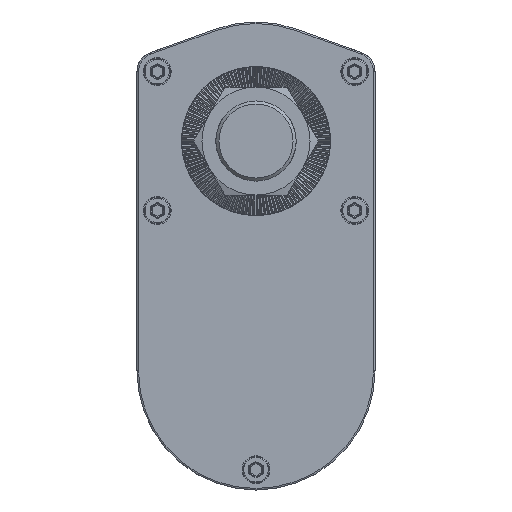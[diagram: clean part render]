
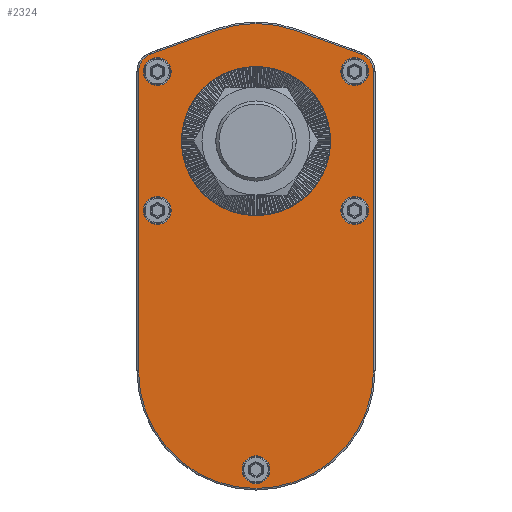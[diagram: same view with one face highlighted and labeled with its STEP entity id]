
A CAD part, front view. The second image highlights one B-rep face of the part: STEP entity #2324.
In plain terms, the highlighted planar face has unit normal (0, -1, 0).
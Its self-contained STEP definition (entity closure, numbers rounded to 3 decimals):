
#2324 = ADVANCED_FACE( '', ( #4865, #4866, #4867, #4868, #4869, #4870, #4871 ), #4872, .T. );
#4865 = FACE_BOUND( '', #12907, .T. );
#4866 = FACE_BOUND( '', #12908, .T. );
#4867 = FACE_BOUND( '', #12909, .T. );
#4868 = FACE_BOUND( '', #12910, .T. );
#4869 = FACE_BOUND( '', #12911, .T. );
#4870 = FACE_OUTER_BOUND( '', #12912, .T. );
#4871 = FACE_BOUND( '', #12913, .T. );
#4872 = PLANE( '', #12914 );
#12907 = EDGE_LOOP( '', ( #20082 ) );
#12908 = EDGE_LOOP( '', ( #20083 ) );
#12909 = EDGE_LOOP( '', ( #20084 ) );
#12910 = EDGE_LOOP( '', ( #20085 ) );
#12911 = EDGE_LOOP( '', ( #20086 ) );
#12912 = EDGE_LOOP( '', ( #20087, #20088, #20089, #20090, #20091, #20092, #20093, #20094 ) );
#12913 = EDGE_LOOP( '', ( #20095 ) );
#12914 = AXIS2_PLACEMENT_3D( '', #20096, #20097, #20098 );
#20082 = ORIENTED_EDGE( '', *, *, #21875, .T. );
#20083 = ORIENTED_EDGE( '', *, *, #24460, .T. );
#20084 = ORIENTED_EDGE( '', *, *, #24461, .T. );
#20085 = ORIENTED_EDGE( '', *, *, #24462, .T. );
#20086 = ORIENTED_EDGE( '', *, *, #23995, .T. );
#20087 = ORIENTED_EDGE( '', *, *, #24463, .T. );
#20088 = ORIENTED_EDGE( '', *, *, #24464, .T. );
#20089 = ORIENTED_EDGE( '', *, *, #21922, .T. );
#20090 = ORIENTED_EDGE( '', *, *, #23114, .T. );
#20091 = ORIENTED_EDGE( '', *, *, #23470, .T. );
#20092 = ORIENTED_EDGE( '', *, *, #21771, .T. );
#20093 = ORIENTED_EDGE( '', *, *, #23410, .T. );
#20094 = ORIENTED_EDGE( '', *, *, #24424, .T. );
#20095 = ORIENTED_EDGE( '', *, *, #22564, .F. );
#20096 = CARTESIAN_POINT( '', ( 0., 24.5, -74.5 ) );
#20097 = DIRECTION( '', ( 0., -1., 0. ) );
#20098 = DIRECTION( '', ( 0., 0., -1. ) );
#21771 = EDGE_CURVE( '', #24882, #24886, #24888, .T. );
#21875 = EDGE_CURVE( '', #25068, #25068, #25069, .T. );
#21922 = EDGE_CURVE( '', #25153, #25151, #25154, .T. );
#22564 = EDGE_CURVE( '', #26233, #26233, #26234, .T. );
#23114 = EDGE_CURVE( '', #25151, #27138, #27140, .T. );
#23410 = EDGE_CURVE( '', #24886, #27558, #27560, .T. );
#23470 = EDGE_CURVE( '', #27138, #24882, #27639, .T. );
#23995 = EDGE_CURVE( '', #28318, #28318, #28319, .T. );
#24424 = EDGE_CURVE( '', #27558, #28820, #28822, .T. );
#24460 = EDGE_CURVE( '', #28859, #28859, #28860, .T. );
#24461 = EDGE_CURVE( '', #28861, #28861, #28862, .T. );
#24462 = EDGE_CURVE( '', #28863, #28863, #28864, .T. );
#24463 = EDGE_CURVE( '', #28820, #28865, #28866, .T. );
#24464 = EDGE_CURVE( '', #28865, #25153, #28867, .T. );
#24882 = VERTEX_POINT( '', #29558 );
#24886 = VERTEX_POINT( '', #29563 );
#24888 = LINE( '', #29565, #29566 );
#25068 = VERTEX_POINT( '', #29820 );
#25069 = CIRCLE( '', #29821, 4.5 );
#25151 = VERTEX_POINT( '', #29939 );
#25153 = VERTEX_POINT( '', #29941 );
#25154 = CIRCLE( '', #29942, 38.08 );
#26233 = VERTEX_POINT( '', #32132 );
#26234 = CIRCLE( '', #32133, 24.1 );
#27138 = VERTEX_POINT( '', #33960 );
#27140 = LINE( '', #33962, #33963 );
#27558 = VERTEX_POINT( '', #35054 );
#27560 = CIRCLE( '', #35056, 38.08 );
#27639 = CIRCLE( '', #35354, 6.08 );
#28318 = VERTEX_POINT( '', #36781 );
#28319 = CIRCLE( '', #36782, 4.5 );
#28820 = VERTEX_POINT( '', #37865 );
#28822 = LINE( '', #37867, #37868 );
#28859 = VERTEX_POINT( '', #37916 );
#28860 = CIRCLE( '', #37917, 4.5 );
#28861 = VERTEX_POINT( '', #37918 );
#28862 = CIRCLE( '', #37919, 4.5 );
#28863 = VERTEX_POINT( '', #37920 );
#28864 = CIRCLE( '', #37921, 4.5 );
#28865 = VERTEX_POINT( '', #37922 );
#28866 = CIRCLE( '', #37923, 6.08 );
#28867 = LINE( '', #37924, #37925 );
#29558 = CARTESIAN_POINT( '', ( -38.08, 24.5, 22.46 ) );
#29563 = CARTESIAN_POINT( '', ( -38.08, 24.5, -74.5 ) );
#29565 = CARTESIAN_POINT( '', ( -38.08, 24.5, -74.5 ) );
#29566 = VECTOR( '', #38573, 1000. );
#29820 = CARTESIAN_POINT( '', ( 32., 24.5, 18. ) );
#29821 = AXIS2_PLACEMENT_3D( '', #38701, #38702, #38703 );
#29939 = CARTESIAN_POINT( '', ( -12.944, 24.5, 35.813 ) );
#29941 = CARTESIAN_POINT( '', ( 12.944, 24.5, 35.813 ) );
#29942 = AXIS2_PLACEMENT_3D( '', #38757, #38758, #38759 );
#32132 = CARTESIAN_POINT( '', ( 0., 24.5, -24.1 ) );
#32133 = AXIS2_PLACEMENT_3D( '', #39476, #39477, #39478 );
#33960 = CARTESIAN_POINT( '', ( -34.067, 24.5, 28.178 ) );
#33962 = CARTESIAN_POINT( '', ( -36.76, 24.5, 27.204 ) );
#33963 = VECTOR( '', #40617, 1000. );
#35054 = CARTESIAN_POINT( '', ( 38.08, 24.5, -74.5 ) );
#35056 = AXIS2_PLACEMENT_3D( '', #40884, #40885, #40886 );
#35354 = AXIS2_PLACEMENT_3D( '', #40938, #40939, #40940 );
#36781 = CARTESIAN_POINT( '', ( -32., 24.5, 18. ) );
#36782 = AXIS2_PLACEMENT_3D( '', #41358, #41359, #41360 );
#37865 = CARTESIAN_POINT( '', ( 38.08, 24.5, 22.46 ) );
#37867 = CARTESIAN_POINT( '', ( 38.08, 24.5, -74.5 ) );
#37868 = VECTOR( '', #41672, 1000. );
#37916 = CARTESIAN_POINT( '', ( 32., 24.5, -27. ) );
#37917 = AXIS2_PLACEMENT_3D( '', #41702, #41703, #41704 );
#37918 = CARTESIAN_POINT( '', ( -32., 24.5, -27. ) );
#37919 = AXIS2_PLACEMENT_3D( '', #41705, #41706, #41707 );
#37920 = CARTESIAN_POINT( '', ( 0., 24.5, -111. ) );
#37921 = AXIS2_PLACEMENT_3D( '', #41708, #41709, #41710 );
#37922 = CARTESIAN_POINT( '', ( 34.067, 24.5, 28.178 ) );
#37923 = AXIS2_PLACEMENT_3D( '', #41711, #41712, #41713 );
#37924 = CARTESIAN_POINT( '', ( 36.76, 24.5, 27.204 ) );
#37925 = VECTOR( '', #41714, 1000. );
#38573 = DIRECTION( '', ( 0., 0., -1. ) );
#38701 = CARTESIAN_POINT( '', ( 32., 24.5, 22.5 ) );
#38702 = DIRECTION( '', ( 0., 1., 0. ) );
#38703 = DIRECTION( '', ( 0., 0., -1. ) );
#38757 = CARTESIAN_POINT( '', ( 0., 24.5, 0. ) );
#38758 = DIRECTION( '', ( 0., -1., 0. ) );
#38759 = DIRECTION( '', ( 0., 0., -1. ) );
#39476 = CARTESIAN_POINT( '', ( 0., 24.5, 0. ) );
#39477 = DIRECTION( '', ( 0., -1., 0. ) );
#39478 = DIRECTION( '', ( 0., 0., -1. ) );
#40617 = DIRECTION( '', ( -0.94, 0., -0.34 ) );
#40884 = CARTESIAN_POINT( '', ( 0., 24.5, -74.5 ) );
#40885 = DIRECTION( '', ( 0., -1., 0. ) );
#40886 = DIRECTION( '', ( 0., 0., -1. ) );
#40938 = CARTESIAN_POINT( '', ( -32., 24.5, 22.46 ) );
#40939 = DIRECTION( '', ( 0., -1., 0. ) );
#40940 = DIRECTION( '', ( 0., 0., -1. ) );
#41358 = CARTESIAN_POINT( '', ( -32., 24.5, 22.5 ) );
#41359 = DIRECTION( '', ( 0., 1., 0. ) );
#41360 = DIRECTION( '', ( 0., 0., -1. ) );
#41672 = DIRECTION( '', ( 0., 0., 1. ) );
#41702 = CARTESIAN_POINT( '', ( 32., 24.5, -22.5 ) );
#41703 = DIRECTION( '', ( 0., 1., 0. ) );
#41704 = DIRECTION( '', ( 0., 0., -1. ) );
#41705 = CARTESIAN_POINT( '', ( -32., 24.5, -22.5 ) );
#41706 = DIRECTION( '', ( 0., 1., 0. ) );
#41707 = DIRECTION( '', ( 0., 0., -1. ) );
#41708 = CARTESIAN_POINT( '', ( 0., 24.5, -106.5 ) );
#41709 = DIRECTION( '', ( 0., 1., 0. ) );
#41710 = DIRECTION( '', ( 0., 0., -1. ) );
#41711 = CARTESIAN_POINT( '', ( 32., 24.5, 22.46 ) );
#41712 = DIRECTION( '', ( 0., -1., 0. ) );
#41713 = DIRECTION( '', ( 0., 0., -1. ) );
#41714 = DIRECTION( '', ( -0.94, 0., 0.34 ) );
